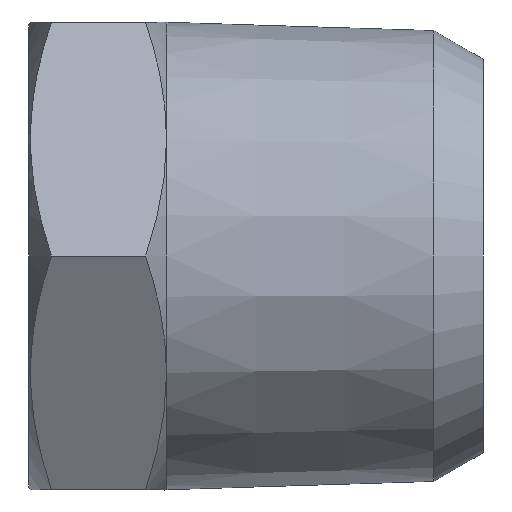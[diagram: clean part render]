
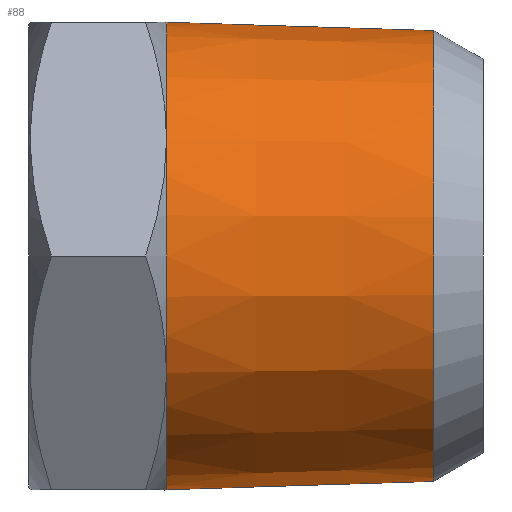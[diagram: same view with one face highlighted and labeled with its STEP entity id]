
A CAD part, left-side view. The second image highlights one B-rep face of the part: STEP entity #88.
In plain terms, the highlighted conical face has half-angle 1.79 degrees and reference radius 8.49 mm.
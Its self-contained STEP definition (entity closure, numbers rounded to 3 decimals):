
#88 = ADVANCED_FACE( 'NONE', ( #129, #130 ), #131, .T. );
#129 = FACE_OUTER_BOUND( '', #180, .T. );
#130 = FACE_BOUND( '', #181, .T. );
#131 = CONICAL_SURFACE( '', #182, 8.49, 0.031 );
#180 = EDGE_LOOP( '', ( #290 ) );
#181 = EDGE_LOOP( '', ( #291 ) );
#182 = AXIS2_PLACEMENT_3D( '', #292, #293, #294 );
#290 = ORIENTED_EDGE( '', *, *, #376, .T. );
#291 = ORIENTED_EDGE( '', *, *, #377, .F. );
#292 = CARTESIAN_POINT( '', ( 0., 11.5, 0. ) );
#293 = DIRECTION( '', ( 0., 1., 0. ) );
#294 = DIRECTION( '', ( 0., 0., 1. ) );
#376 = EDGE_CURVE( 'NONE', #442, #442, #443, .T. );
#377 = EDGE_CURVE( 'NONE', #444, #444, #445, .T. );
#442 = VERTEX_POINT( '', #732 );
#443 = CIRCLE( '', #733, 8.49 );
#444 = VERTEX_POINT( '', #734 );
#445 = CIRCLE( '', #735, 8.187 );
#732 = CARTESIAN_POINT( '', ( 0., 11.5, -8.49 ) );
#733 = AXIS2_PLACEMENT_3D( '', #804, #805, #806 );
#734 = CARTESIAN_POINT( '', ( 0., 1.8, -8.187 ) );
#735 = AXIS2_PLACEMENT_3D( '', #807, #808, #809 );
#804 = CARTESIAN_POINT( '', ( 0., 11.5, 0. ) );
#805 = DIRECTION( '', ( 0., -1., 0. ) );
#806 = DIRECTION( '', ( 0., 0., -1. ) );
#807 = CARTESIAN_POINT( '', ( 0., 1.8, 0. ) );
#808 = DIRECTION( '', ( 0., -1., 0. ) );
#809 = DIRECTION( '', ( 0., 0., -1. ) );
